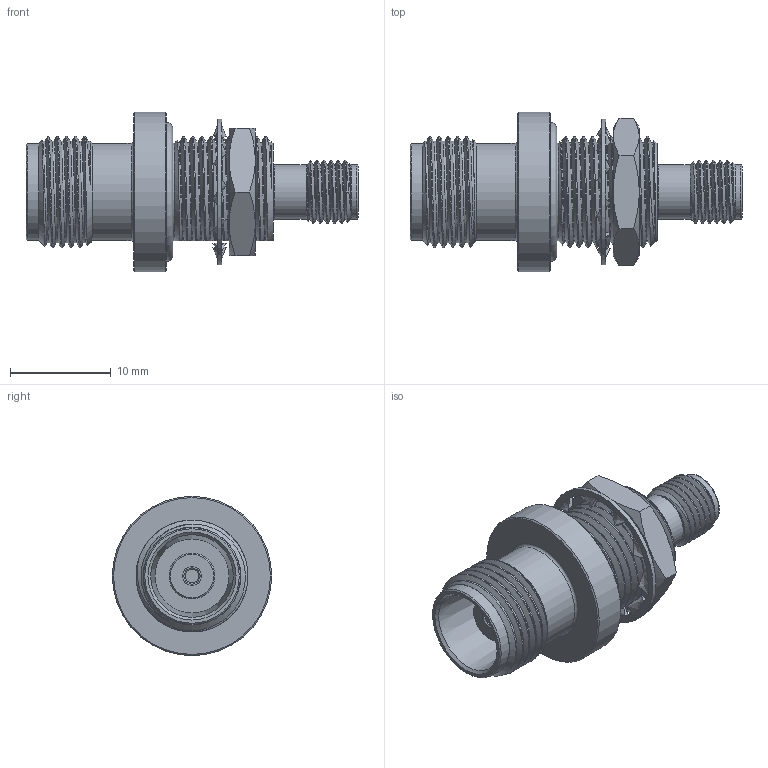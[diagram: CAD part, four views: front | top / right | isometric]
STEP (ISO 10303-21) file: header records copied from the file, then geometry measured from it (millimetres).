
FILE_DESCRIPTION (( 'STEP AP203' ), '1' );
FILE_NAME ('SM4742_3D.step', '2022-08-31T15:06:06', ( '' ), ( '' ), 'SwSTEP 2.0', 'SolidWorks 2021', '' );
FILE_SCHEMA (( 'CONFIG_CONTROL_DESIGN' ));
Length unit declared in the file: inch
Products named in the file (1): SM4742_3D
Bounding box: 33.02 x 15.85 x 15.85 mm (x, y, z)
Volume: 2376.8 mm3; surface area: 2793.4 mm2
Topology: 4 solids, 4 shells, 222 faces, 610 edges, 407 vertices
Faces by surface type: bspline 82, plane 61, cylinder 42, cone 33, torus 4
Full cylindrical faces by diameter (mm): 0.94 x1, 1.194 x1, 1.346 x1, 1.854 x1, 4.572 x2, 5.397 x2, 9.652 x2, 9.69 x1, 11.113 x1, 14.161 x1, 14.506 x1, 15.85 x1
Entity records: 23227 total; most frequent: CARTESIAN_POINT 18655, ORIENTED_EDGE 1122, DIRECTION 634, EDGE_CURVE 561, VERTEX_POINT 390, EDGE_LOOP 265, AXIS2_PLACEMENT_3D 265, B_SPLINE_CURVE_WITH_KNOTS 249
